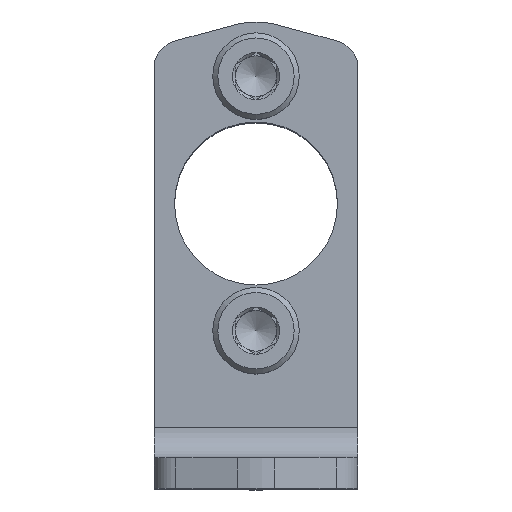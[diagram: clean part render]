
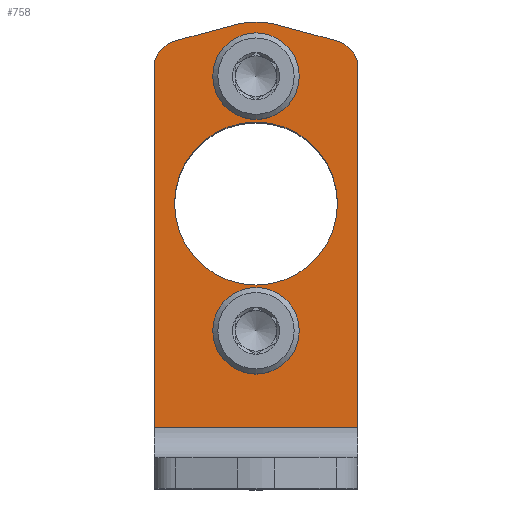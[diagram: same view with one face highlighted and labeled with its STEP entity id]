
A CAD part, top view. The second image highlights one B-rep face of the part: STEP entity #758.
In plain terms, the highlighted face is planar.
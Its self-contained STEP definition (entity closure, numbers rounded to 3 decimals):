
#93=LINE('',#1252,#143);
#94=LINE('',#1257,#144);
#95=LINE('',#1261,#145);
#96=LINE('',#1265,#146);
#97=LINE('',#1267,#147);
#143=VECTOR('',#990,1000.);
#144=VECTOR('',#993,1000.);
#145=VECTOR('',#996,1000.);
#146=VECTOR('',#999,1000.);
#147=VECTOR('',#1000,1000.);
#207=ORIENTED_EDGE('',*,*,#407,.F.);
#208=ORIENTED_EDGE('',*,*,#408,.F.);
#209=ORIENTED_EDGE('',*,*,#409,.F.);
#210=ORIENTED_EDGE('',*,*,#410,.T.);
#211=ORIENTED_EDGE('',*,*,#411,.T.);
#212=ORIENTED_EDGE('',*,*,#412,.F.);
#213=ORIENTED_EDGE('',*,*,#413,.T.);
#214=ORIENTED_EDGE('',*,*,#414,.F.);
#215=ORIENTED_EDGE('',*,*,#415,.T.);
#216=ORIENTED_EDGE('',*,*,#416,.F.);
#217=ORIENTED_EDGE('',*,*,#417,.T.);
#407=EDGE_CURVE('',#507,#507,#559,.F.);
#408=EDGE_CURVE('',#508,#508,#560,.F.);
#409=EDGE_CURVE('',#509,#509,#561,.F.);
#410=EDGE_CURVE('',#510,#511,#93,.T.);
#411=EDGE_CURVE('',#511,#512,#562,.F.);
#412=EDGE_CURVE('',#513,#512,#94,.T.);
#413=EDGE_CURVE('',#513,#514,#563,.F.);
#414=EDGE_CURVE('',#515,#514,#95,.T.);
#415=EDGE_CURVE('',#515,#516,#564,.F.);
#416=EDGE_CURVE('',#517,#516,#96,.T.);
#417=EDGE_CURVE('',#517,#510,#97,.T.);
#507=VERTEX_POINT('',#1247);
#508=VERTEX_POINT('',#1249);
#509=VERTEX_POINT('',#1251);
#510=VERTEX_POINT('',#1253);
#511=VERTEX_POINT('',#1254);
#512=VERTEX_POINT('',#1256);
#513=VERTEX_POINT('',#1258);
#514=VERTEX_POINT('',#1260);
#515=VERTEX_POINT('',#1262);
#516=VERTEX_POINT('',#1264);
#517=VERTEX_POINT('',#1266);
#559=CIRCLE('',#849,8.);
#560=CIRCLE('',#850,2.75);
#561=CIRCLE('',#851,2.75);
#562=CIRCLE('',#852,3.);
#563=CIRCLE('',#853,7.);
#564=CIRCLE('',#854,3.);
#597=EDGE_LOOP('',(#207));
#598=EDGE_LOOP('',(#208));
#599=EDGE_LOOP('',(#209));
#600=EDGE_LOOP('',(#210,#211,#212,#213,#214,#215,#216,#217));
#667=FACE_BOUND('',#597,.T.);
#668=FACE_BOUND('',#598,.T.);
#669=FACE_BOUND('',#599,.T.);
#670=FACE_BOUND('',#600,.T.);
#733=PLANE('',#848);
#758=ADVANCED_FACE('',(#667,#668,#669,#670),#733,.F.);
#848=AXIS2_PLACEMENT_3D('',#1245,#982,#983);
#849=AXIS2_PLACEMENT_3D('',#1246,#984,#985);
#850=AXIS2_PLACEMENT_3D('',#1248,#986,#987);
#851=AXIS2_PLACEMENT_3D('',#1250,#988,#989);
#852=AXIS2_PLACEMENT_3D('',#1255,#991,#992);
#853=AXIS2_PLACEMENT_3D('',#1259,#994,#995);
#854=AXIS2_PLACEMENT_3D('',#1263,#997,#998);
#982=DIRECTION('',(0.,0.,1.));
#983=DIRECTION('',(1.,0.,0.));
#984=DIRECTION('',(0.,0.,1.));
#985=DIRECTION('',(1.,0.,0.));
#986=DIRECTION('',(0.,0.,1.));
#987=DIRECTION('',(1.,0.,0.));
#988=DIRECTION('',(0.,0.,1.));
#989=DIRECTION('',(1.,0.,0.));
#990=DIRECTION('',(0.,1.,0.));
#991=DIRECTION('',(0.,0.,1.));
#992=DIRECTION('',(1.,0.,0.));
#993=DIRECTION('',(-0.966,-0.259,0.));
#994=DIRECTION('',(0.,0.,1.));
#995=DIRECTION('',(1.,0.,0.));
#996=DIRECTION('',(-0.966,0.259,0.));
#997=DIRECTION('',(0.,0.,1.));
#998=DIRECTION('',(1.,0.,0.));
#999=DIRECTION('',(0.,1.,0.));
#1000=DIRECTION('',(-1.,0.,0.));
#1245=CARTESIAN_POINT('',(10.,6.,13.));
#1246=CARTESIAN_POINT('',(0.,28.,13.));
#1247=CARTESIAN_POINT('',(8.,28.,13.));
#1248=CARTESIAN_POINT('',(0.,15.5,13.));
#1249=CARTESIAN_POINT('',(2.75,15.5,13.));
#1250=CARTESIAN_POINT('',(0.,40.5,13.));
#1251=CARTESIAN_POINT('',(2.75,40.5,13.));
#1252=CARTESIAN_POINT('',(-10.,6.,13.));
#1253=CARTESIAN_POINT('',(-10.,6.,13.));
#1254=CARTESIAN_POINT('',(-10.,41.86,13.));
#1255=CARTESIAN_POINT('',(-7.1,41.092,13.));
#1256=CARTESIAN_POINT('',(-7.876,43.99,13.));
#1257=CARTESIAN_POINT('',(-0.695,45.914,13.));
#1258=CARTESIAN_POINT('',(-1.812,45.615,13.));
#1259=CARTESIAN_POINT('',(0.,38.853,13.));
#1260=CARTESIAN_POINT('',(1.812,45.615,13.));
#1261=CARTESIAN_POINT('',(19.355,40.914,13.));
#1262=CARTESIAN_POINT('',(7.876,43.99,13.));
#1263=CARTESIAN_POINT('',(7.1,41.092,13.));
#1264=CARTESIAN_POINT('',(10.,41.86,13.));
#1265=CARTESIAN_POINT('',(10.,6.,13.));
#1266=CARTESIAN_POINT('',(10.,6.,13.));
#1267=CARTESIAN_POINT('',(10.,6.,13.));
